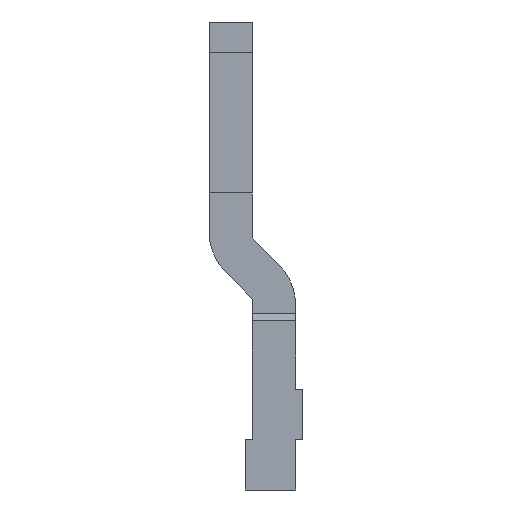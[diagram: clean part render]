
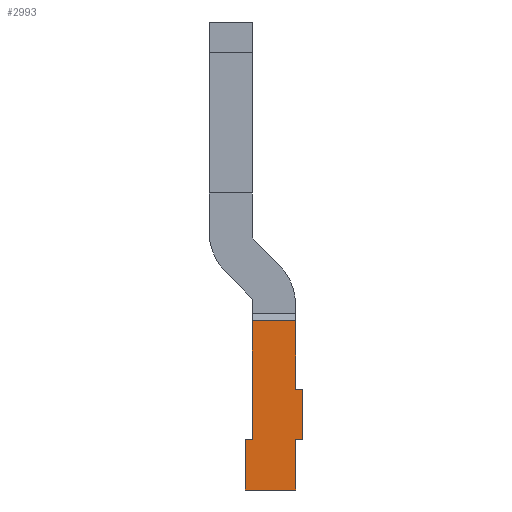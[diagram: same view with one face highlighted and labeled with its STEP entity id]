
A CAD part, left-side view. The second image highlights one B-rep face of the part: STEP entity #2993.
In plain terms, the highlighted planar face has unit normal (-1, 0, 0).
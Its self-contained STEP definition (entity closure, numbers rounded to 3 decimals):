
#2918=AXIS2_PLACEMENT_3D('Plane Axis2P3D',#2915,#2916,#2917) ;
#2846=CARTESIAN_POINT('Vertex',(-45.75,25.,73.5)) ;
#2849=CARTESIAN_POINT('Line Origine',(-45.75,22.,73.5)) ;
#2853=CARTESIAN_POINT('Vertex',(-45.75,19.,73.5)) ;
#2915=CARTESIAN_POINT('Axis2P3D Location',(-45.75,0.,73.5)) ;
#2920=CARTESIAN_POINT('Line Origine',(-45.75,25.,65.25)) ;
#2924=CARTESIAN_POINT('Vertex',(-45.75,25.,57.)) ;
#2927=CARTESIAN_POINT('Line Origine',(-45.75,25.5,57.)) ;
#2931=CARTESIAN_POINT('Vertex',(-45.75,26.,57.)) ;
#2934=CARTESIAN_POINT('Line Origine',(-45.75,26.,53.5)) ;
#2938=CARTESIAN_POINT('Vertex',(-45.75,26.,50.)) ;
#2941=CARTESIAN_POINT('Line Origine',(-45.75,22.5,50.)) ;
#2945=CARTESIAN_POINT('Vertex',(-45.75,19.,50.)) ;
#2948=CARTESIAN_POINT('Line Origine',(-45.75,19.,53.5)) ;
#2952=CARTESIAN_POINT('Vertex',(-45.75,19.,57.)) ;
#2955=CARTESIAN_POINT('Line Origine',(-45.75,18.5,57.)) ;
#2959=CARTESIAN_POINT('Vertex',(-45.75,18.,57.)) ;
#2962=CARTESIAN_POINT('Line Origine',(-45.75,18.,60.5)) ;
#2966=CARTESIAN_POINT('Vertex',(-45.75,18.,64.)) ;
#2969=CARTESIAN_POINT('Line Origine',(-45.75,18.5,64.)) ;
#2973=CARTESIAN_POINT('Vertex',(-45.75,19.,64.)) ;
#2976=CARTESIAN_POINT('Line Origine',(-45.75,19.,68.75)) ;
#2850=DIRECTION('Vector Direction',(0.,-1.,0.)) ;
#2916=DIRECTION('Axis2P3D Direction',(-1.,-0.,-0.)) ;
#2917=DIRECTION('Axis2P3D XDirection',(0.,0.,-1.)) ;
#2921=DIRECTION('Vector Direction',(0.,0.,-1.)) ;
#2928=DIRECTION('Vector Direction',(0.,1.,0.)) ;
#2935=DIRECTION('Vector Direction',(0.,0.,1.)) ;
#2942=DIRECTION('Vector Direction',(0.,-1.,0.)) ;
#2949=DIRECTION('Vector Direction',(0.,0.,1.)) ;
#2956=DIRECTION('Vector Direction',(0.,1.,0.)) ;
#2963=DIRECTION('Vector Direction',(0.,0.,-1.)) ;
#2970=DIRECTION('Vector Direction',(0.,-1.,0.)) ;
#2977=DIRECTION('Vector Direction',(0.,0.,-1.)) ;
#2851=VECTOR('Line Direction',#2850,1.) ;
#2922=VECTOR('Line Direction',#2921,1.) ;
#2929=VECTOR('Line Direction',#2928,1.) ;
#2936=VECTOR('Line Direction',#2935,1.) ;
#2943=VECTOR('Line Direction',#2942,1.) ;
#2950=VECTOR('Line Direction',#2949,1.) ;
#2957=VECTOR('Line Direction',#2956,1.) ;
#2964=VECTOR('Line Direction',#2963,1.) ;
#2971=VECTOR('Line Direction',#2970,1.) ;
#2978=VECTOR('Line Direction',#2977,1.) ;
#2982=ORIENTED_EDGE('',*,*,#2926,.T.) ;
#2983=ORIENTED_EDGE('',*,*,#2933,.T.) ;
#2984=ORIENTED_EDGE('',*,*,#2940,.F.) ;
#2985=ORIENTED_EDGE('',*,*,#2947,.T.) ;
#2986=ORIENTED_EDGE('',*,*,#2954,.T.) ;
#2987=ORIENTED_EDGE('',*,*,#2961,.F.) ;
#2988=ORIENTED_EDGE('',*,*,#2968,.F.) ;
#2989=ORIENTED_EDGE('',*,*,#2975,.F.) ;
#2990=ORIENTED_EDGE('',*,*,#2980,.F.) ;
#2991=ORIENTED_EDGE('',*,*,#2855,.F.) ;
#2993=ADVANCED_FACE('XT3 4p Fixed EF sup',(#2992),#2919,.T.) ;
#2855=EDGE_CURVE('',#2847,#2854,#2852,.T.) ;
#2926=EDGE_CURVE('',#2847,#2925,#2923,.T.) ;
#2933=EDGE_CURVE('',#2925,#2932,#2930,.T.) ;
#2940=EDGE_CURVE('',#2939,#2932,#2937,.T.) ;
#2947=EDGE_CURVE('',#2939,#2946,#2944,.T.) ;
#2954=EDGE_CURVE('',#2946,#2953,#2951,.T.) ;
#2961=EDGE_CURVE('',#2960,#2953,#2958,.T.) ;
#2968=EDGE_CURVE('',#2967,#2960,#2965,.T.) ;
#2975=EDGE_CURVE('',#2974,#2967,#2972,.T.) ;
#2980=EDGE_CURVE('',#2854,#2974,#2979,.T.) ;
#2981=EDGE_LOOP('',(#2982,#2983,#2984,#2985,#2986,#2987,#2988,#2989,#2990,#2991)) ;
#2992=FACE_OUTER_BOUND('',#2981,.T.) ;
#2852=LINE('Line',#2849,#2851) ;
#2923=LINE('Line',#2920,#2922) ;
#2930=LINE('Line',#2927,#2929) ;
#2937=LINE('Line',#2934,#2936) ;
#2944=LINE('Line',#2941,#2943) ;
#2951=LINE('Line',#2948,#2950) ;
#2958=LINE('Line',#2955,#2957) ;
#2965=LINE('Line',#2962,#2964) ;
#2972=LINE('Line',#2969,#2971) ;
#2979=LINE('Line',#2976,#2978) ;
#2919=PLANE('',#2918) ;
#2847=VERTEX_POINT('',#2846) ;
#2854=VERTEX_POINT('',#2853) ;
#2925=VERTEX_POINT('',#2924) ;
#2932=VERTEX_POINT('',#2931) ;
#2939=VERTEX_POINT('',#2938) ;
#2946=VERTEX_POINT('',#2945) ;
#2953=VERTEX_POINT('',#2952) ;
#2960=VERTEX_POINT('',#2959) ;
#2967=VERTEX_POINT('',#2966) ;
#2974=VERTEX_POINT('',#2973) ;
